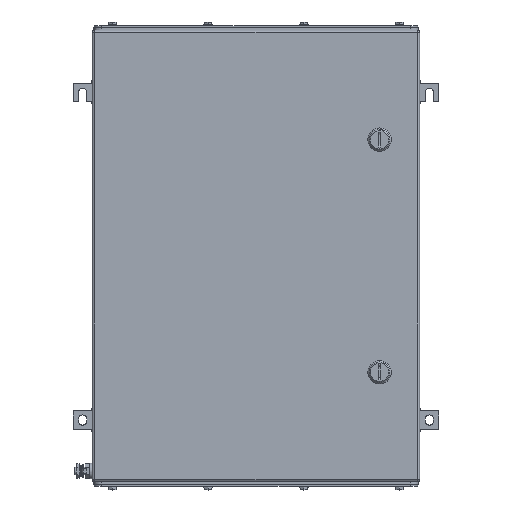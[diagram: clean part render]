
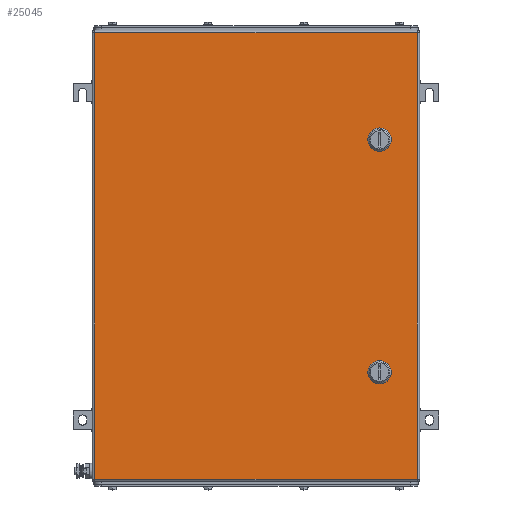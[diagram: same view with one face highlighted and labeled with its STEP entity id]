
A CAD part, top view. The second image highlights one B-rep face of the part: STEP entity #25045.
In plain terms, the highlighted planar face has unit normal (0, 0, 1).
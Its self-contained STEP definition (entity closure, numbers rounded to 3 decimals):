
#24859=AXIS2_PLACEMENT_3D('Circle Axis2P3D',#24857,#24858,$) ;
#24886=AXIS2_PLACEMENT_3D('Plane Axis2P3D',#24883,#24884,#24885) ;
#24931=AXIS2_PLACEMENT_3D('Circle Axis2P3D',#24929,#24930,$) ;
#24945=AXIS2_PLACEMENT_3D('Circle Axis2P3D',#24943,#24944,$) ;
#24959=AXIS2_PLACEMENT_3D('Circle Axis2P3D',#24957,#24958,$) ;
#24981=AXIS2_PLACEMENT_3D('Circle Axis2P3D',#24979,#24980,$) ;
#24997=AXIS2_PLACEMENT_3D('Circle Axis2P3D',#24995,#24996,$) ;
#25011=AXIS2_PLACEMENT_3D('Circle Axis2P3D',#25009,#25010,$) ;
#25025=AXIS2_PLACEMENT_3D('Circle Axis2P3D',#25023,#25024,$) ;
#24854=CARTESIAN_POINT('Vertex',(425.056,470.45,153.5)) ;
#24857=CARTESIAN_POINT('Axis2P3D Location',(420.,480.5,153.5)) ;
#24861=CARTESIAN_POINT('Vertex',(430.05,475.444,153.5)) ;
#24883=CARTESIAN_POINT('Axis2P3D Location',(250.5,321.,153.5)) ;
#24888=CARTESIAN_POINT('Line Origine',(250.5,627.5,153.5)) ;
#24892=CARTESIAN_POINT('Vertex',(472.,627.5,153.5)) ;
#24894=CARTESIAN_POINT('Vertex',(29.,627.5,153.5)) ;
#24897=CARTESIAN_POINT('Line Origine',(29.,321.,153.5)) ;
#24901=CARTESIAN_POINT('Vertex',(29.,14.5,153.5)) ;
#24904=CARTESIAN_POINT('Line Origine',(250.5,14.5,153.5)) ;
#24908=CARTESIAN_POINT('Vertex',(472.,14.5,153.5)) ;
#24911=CARTESIAN_POINT('Line Origine',(472.,321.,153.5)) ;
#24922=CARTESIAN_POINT('Line Origine',(420.,470.45,153.5)) ;
#24926=CARTESIAN_POINT('Vertex',(414.944,470.45,153.5)) ;
#24929=CARTESIAN_POINT('Axis2P3D Location',(420.,480.5,153.5)) ;
#24933=CARTESIAN_POINT('Vertex',(409.95,475.444,153.5)) ;
#24936=CARTESIAN_POINT('Line Origine',(409.95,480.5,153.5)) ;
#24940=CARTESIAN_POINT('Vertex',(409.95,485.556,153.5)) ;
#24943=CARTESIAN_POINT('Axis2P3D Location',(420.,480.5,153.5)) ;
#24947=CARTESIAN_POINT('Vertex',(414.944,490.55,153.5)) ;
#24950=CARTESIAN_POINT('Line Origine',(420.,490.55,153.5)) ;
#24954=CARTESIAN_POINT('Vertex',(425.056,490.55,153.5)) ;
#24957=CARTESIAN_POINT('Axis2P3D Location',(420.,480.5,153.5)) ;
#24961=CARTESIAN_POINT('Vertex',(430.05,485.556,153.5)) ;
#24964=CARTESIAN_POINT('Line Origine',(430.05,480.5,153.5)) ;
#24979=CARTESIAN_POINT('Axis2P3D Location',(420.,161.5,153.5)) ;
#24983=CARTESIAN_POINT('Vertex',(425.056,151.45,153.5)) ;
#24985=CARTESIAN_POINT('Vertex',(430.05,156.444,153.5)) ;
#24988=CARTESIAN_POINT('Line Origine',(420.,151.45,153.5)) ;
#24992=CARTESIAN_POINT('Vertex',(414.944,151.45,153.5)) ;
#24995=CARTESIAN_POINT('Axis2P3D Location',(420.,161.5,153.5)) ;
#24999=CARTESIAN_POINT('Vertex',(409.95,156.444,153.5)) ;
#25002=CARTESIAN_POINT('Line Origine',(409.95,161.5,153.5)) ;
#25006=CARTESIAN_POINT('Vertex',(409.95,166.556,153.5)) ;
#25009=CARTESIAN_POINT('Axis2P3D Location',(420.,161.5,153.5)) ;
#25013=CARTESIAN_POINT('Vertex',(414.944,171.55,153.5)) ;
#25016=CARTESIAN_POINT('Line Origine',(420.,171.55,153.5)) ;
#25020=CARTESIAN_POINT('Vertex',(425.056,171.55,153.5)) ;
#25023=CARTESIAN_POINT('Axis2P3D Location',(420.,161.5,153.5)) ;
#25027=CARTESIAN_POINT('Vertex',(430.05,166.556,153.5)) ;
#25030=CARTESIAN_POINT('Line Origine',(430.05,161.5,153.5)) ;
#24858=DIRECTION('Axis2P3D Direction',(0.,0.,1.)) ;
#24884=DIRECTION('Axis2P3D Direction',(0.,0.,1.)) ;
#24885=DIRECTION('Axis2P3D XDirection',(1.,0.,0.)) ;
#24889=DIRECTION('Vector Direction',(1.,0.,0.)) ;
#24898=DIRECTION('Vector Direction',(0.,-1.,0.)) ;
#24905=DIRECTION('Vector Direction',(1.,0.,0.)) ;
#24912=DIRECTION('Vector Direction',(0.,1.,0.)) ;
#24923=DIRECTION('Vector Direction',(1.,0.,0.)) ;
#24930=DIRECTION('Axis2P3D Direction',(0.,0.,1.)) ;
#24937=DIRECTION('Vector Direction',(0.,1.,0.)) ;
#24944=DIRECTION('Axis2P3D Direction',(0.,0.,1.)) ;
#24951=DIRECTION('Vector Direction',(1.,0.,0.)) ;
#24958=DIRECTION('Axis2P3D Direction',(0.,0.,1.)) ;
#24965=DIRECTION('Vector Direction',(0.,-1.,0.)) ;
#24980=DIRECTION('Axis2P3D Direction',(0.,0.,1.)) ;
#24989=DIRECTION('Vector Direction',(1.,0.,0.)) ;
#24996=DIRECTION('Axis2P3D Direction',(0.,0.,1.)) ;
#25003=DIRECTION('Vector Direction',(0.,1.,0.)) ;
#25010=DIRECTION('Axis2P3D Direction',(0.,0.,1.)) ;
#25017=DIRECTION('Vector Direction',(1.,0.,0.)) ;
#25024=DIRECTION('Axis2P3D Direction',(0.,0.,1.)) ;
#25031=DIRECTION('Vector Direction',(0.,-1.,0.)) ;
#24890=VECTOR('Line Direction',#24889,1.) ;
#24899=VECTOR('Line Direction',#24898,1.) ;
#24906=VECTOR('Line Direction',#24905,1.) ;
#24913=VECTOR('Line Direction',#24912,1.) ;
#24924=VECTOR('Line Direction',#24923,1.) ;
#24938=VECTOR('Line Direction',#24937,1.) ;
#24952=VECTOR('Line Direction',#24951,1.) ;
#24966=VECTOR('Line Direction',#24965,1.) ;
#24990=VECTOR('Line Direction',#24989,1.) ;
#25004=VECTOR('Line Direction',#25003,1.) ;
#25018=VECTOR('Line Direction',#25017,1.) ;
#25032=VECTOR('Line Direction',#25031,1.) ;
#24917=ORIENTED_EDGE('',*,*,#24896,.T.) ;
#24918=ORIENTED_EDGE('',*,*,#24903,.T.) ;
#24919=ORIENTED_EDGE('',*,*,#24910,.T.) ;
#24920=ORIENTED_EDGE('',*,*,#24915,.T.) ;
#24970=ORIENTED_EDGE('',*,*,#24928,.F.) ;
#24971=ORIENTED_EDGE('',*,*,#24935,.F.) ;
#24972=ORIENTED_EDGE('',*,*,#24942,.T.) ;
#24973=ORIENTED_EDGE('',*,*,#24949,.F.) ;
#24974=ORIENTED_EDGE('',*,*,#24956,.T.) ;
#24975=ORIENTED_EDGE('',*,*,#24963,.F.) ;
#24976=ORIENTED_EDGE('',*,*,#24968,.T.) ;
#24977=ORIENTED_EDGE('',*,*,#24863,.F.) ;
#25036=ORIENTED_EDGE('',*,*,#24987,.F.) ;
#25037=ORIENTED_EDGE('',*,*,#24994,.F.) ;
#25038=ORIENTED_EDGE('',*,*,#25001,.F.) ;
#25039=ORIENTED_EDGE('',*,*,#25008,.T.) ;
#25040=ORIENTED_EDGE('',*,*,#25015,.F.) ;
#25041=ORIENTED_EDGE('',*,*,#25022,.T.) ;
#25042=ORIENTED_EDGE('',*,*,#25029,.F.) ;
#25043=ORIENTED_EDGE('',*,*,#25034,.T.) ;
#24978=FACE_BOUND('',#24969,.T.) ;
#25044=FACE_BOUND('',#25035,.T.) ;
#25045=ADVANCED_FACE('ZUB_KTB_QL_624515_2GP_AllCATPart_AllCATPart.2\\ZUB_KTB_QL_624515_2GP_AllCATPart.2\\ZUB_DE_KTB_QL.1\\DE_KTB_MH_PART_MASTER.1\\Koerper.2',(#24921,#24978,#25044),#24887,.T.) ;
#24860=CIRCLE('generated circle',#24859,11.25) ;
#24932=CIRCLE('generated circle',#24931,11.25) ;
#24946=CIRCLE('generated circle',#24945,11.25) ;
#24960=CIRCLE('generated circle',#24959,11.25) ;
#24982=CIRCLE('generated circle',#24981,11.25) ;
#24998=CIRCLE('generated circle',#24997,11.25) ;
#25012=CIRCLE('generated circle',#25011,11.25) ;
#25026=CIRCLE('generated circle',#25025,11.25) ;
#24863=EDGE_CURVE('',#24855,#24862,#24860,.T.) ;
#24896=EDGE_CURVE('',#24893,#24895,#24891,.F.) ;
#24903=EDGE_CURVE('',#24895,#24902,#24900,.T.) ;
#24910=EDGE_CURVE('',#24902,#24909,#24907,.T.) ;
#24915=EDGE_CURVE('',#24909,#24893,#24914,.T.) ;
#24928=EDGE_CURVE('',#24927,#24855,#24925,.T.) ;
#24935=EDGE_CURVE('',#24934,#24927,#24932,.T.) ;
#24942=EDGE_CURVE('',#24934,#24941,#24939,.T.) ;
#24949=EDGE_CURVE('',#24948,#24941,#24946,.T.) ;
#24956=EDGE_CURVE('',#24948,#24955,#24953,.T.) ;
#24963=EDGE_CURVE('',#24962,#24955,#24960,.T.) ;
#24968=EDGE_CURVE('',#24962,#24862,#24967,.T.) ;
#24987=EDGE_CURVE('',#24984,#24986,#24982,.T.) ;
#24994=EDGE_CURVE('',#24993,#24984,#24991,.T.) ;
#25001=EDGE_CURVE('',#25000,#24993,#24998,.T.) ;
#25008=EDGE_CURVE('',#25000,#25007,#25005,.T.) ;
#25015=EDGE_CURVE('',#25014,#25007,#25012,.T.) ;
#25022=EDGE_CURVE('',#25014,#25021,#25019,.T.) ;
#25029=EDGE_CURVE('',#25028,#25021,#25026,.T.) ;
#25034=EDGE_CURVE('',#25028,#24986,#25033,.T.) ;
#24916=EDGE_LOOP('',(#24917,#24918,#24919,#24920)) ;
#24969=EDGE_LOOP('',(#24970,#24971,#24972,#24973,#24974,#24975,#24976,#24977)) ;
#25035=EDGE_LOOP('',(#25036,#25037,#25038,#25039,#25040,#25041,#25042,#25043)) ;
#24921=FACE_OUTER_BOUND('',#24916,.T.) ;
#24891=LINE('Line',#24888,#24890) ;
#24900=LINE('Line',#24897,#24899) ;
#24907=LINE('Line',#24904,#24906) ;
#24914=LINE('Line',#24911,#24913) ;
#24925=LINE('Line',#24922,#24924) ;
#24939=LINE('Line',#24936,#24938) ;
#24953=LINE('Line',#24950,#24952) ;
#24967=LINE('Line',#24964,#24966) ;
#24991=LINE('Line',#24988,#24990) ;
#25005=LINE('Line',#25002,#25004) ;
#25019=LINE('Line',#25016,#25018) ;
#25033=LINE('Line',#25030,#25032) ;
#24887=PLANE('',#24886) ;
#24855=VERTEX_POINT('',#24854) ;
#24862=VERTEX_POINT('',#24861) ;
#24893=VERTEX_POINT('',#24892) ;
#24895=VERTEX_POINT('',#24894) ;
#24902=VERTEX_POINT('',#24901) ;
#24909=VERTEX_POINT('',#24908) ;
#24927=VERTEX_POINT('',#24926) ;
#24934=VERTEX_POINT('',#24933) ;
#24941=VERTEX_POINT('',#24940) ;
#24948=VERTEX_POINT('',#24947) ;
#24955=VERTEX_POINT('',#24954) ;
#24962=VERTEX_POINT('',#24961) ;
#24984=VERTEX_POINT('',#24983) ;
#24986=VERTEX_POINT('',#24985) ;
#24993=VERTEX_POINT('',#24992) ;
#25000=VERTEX_POINT('',#24999) ;
#25007=VERTEX_POINT('',#25006) ;
#25014=VERTEX_POINT('',#25013) ;
#25021=VERTEX_POINT('',#25020) ;
#25028=VERTEX_POINT('',#25027) ;
